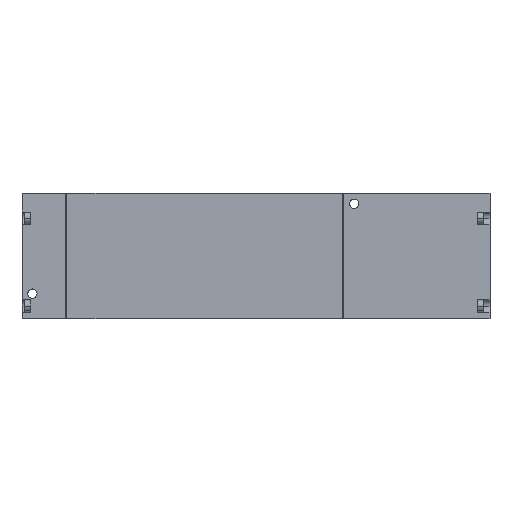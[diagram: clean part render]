
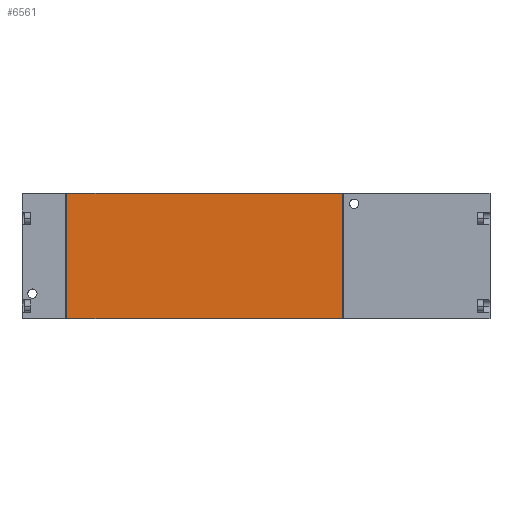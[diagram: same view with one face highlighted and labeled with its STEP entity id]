
A CAD part, top view. The second image highlights one B-rep face of the part: STEP entity #6561.
In plain terms, the highlighted planar face has unit normal (0, 0, 1).
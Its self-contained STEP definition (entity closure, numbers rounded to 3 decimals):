
#103 = EDGE_LOOP ( 'NONE', ( #4553, #5434, #6894, #201 ) ) ;
#201 = ORIENTED_EDGE ( 'NONE', *, *, #5861, .T. ) ;
#418 = CARTESIAN_POINT ( 'NONE',  ( -112., -30., 20. ) ) ;
#585 = LINE ( 'NONE', #7234, #7313 ) ;
#666 = VECTOR ( 'NONE', #7054, 1000. ) ;
#726 = CARTESIAN_POINT ( 'NONE',  ( -90.5, -30., 20. ) ) ;
#762 = FACE_OUTER_BOUND ( 'NONE', #103, .T. ) ;
#1130 = CARTESIAN_POINT ( 'NONE',  ( -90.5, 30., 20. ) ) ;
#1567 = DIRECTION ( 'NONE',  ( -1., 0., 0. ) ) ;
#1711 = EDGE_CURVE ( 'NONE', #3375, #5338, #585, .T. ) ;
#1715 = VECTOR ( 'NONE', #3819, 1000. ) ;
#1754 = EDGE_CURVE ( 'NONE', #2140, #3375, #2683, .T. ) ;
#1799 = EDGE_CURVE ( 'NONE', #5338, #6857, #3083, .T. ) ;
#2140 = VERTEX_POINT ( 'NONE', #726 ) ;
#2198 = VECTOR ( 'NONE', #1567, 1000. ) ;
#2321 = CARTESIAN_POINT ( 'NONE',  ( -112., 30., 20. ) ) ;
#2521 = DIRECTION ( 'NONE',  ( -1., 0., 0. ) ) ;
#2683 = LINE ( 'NONE', #418, #666 ) ;
#3083 = LINE ( 'NONE', #2321, #2198 ) ;
#3288 = DIRECTION ( 'NONE',  ( 0., 0., -1. ) ) ;
#3375 = VERTEX_POINT ( 'NONE', #7194 ) ;
#3634 = AXIS2_PLACEMENT_3D ( 'NONE', #4029, #3288, #2521 ) ;
#3819 = DIRECTION ( 'NONE',  ( 0., -1., 0. ) ) ;
#4029 = CARTESIAN_POINT ( 'NONE',  ( -112., 30., 20. ) ) ;
#4131 = CARTESIAN_POINT ( 'NONE',  ( 41.5, 30., 20. ) ) ;
#4553 = ORIENTED_EDGE ( 'NONE', *, *, #1754, .T. ) ;
#4566 = CARTESIAN_POINT ( 'NONE',  ( -90.5, 30., 20. ) ) ;
#4792 = PLANE ( 'NONE',  #3634 ) ;
#5338 = VERTEX_POINT ( 'NONE', #4131 ) ;
#5434 = ORIENTED_EDGE ( 'NONE', *, *, #1711, .T. ) ;
#5861 = EDGE_CURVE ( 'NONE', #6857, #2140, #6852, .T. ) ;
#6470 = DIRECTION ( 'NONE',  ( 0., 1., 0. ) ) ;
#6561 = ADVANCED_FACE ( 'NONE', ( #762 ), #4792, .F. ) ;
#6852 = LINE ( 'NONE', #4566, #1715 ) ;
#6857 = VERTEX_POINT ( 'NONE', #1130 ) ;
#6894 = ORIENTED_EDGE ( 'NONE', *, *, #1799, .T. ) ;
#7054 = DIRECTION ( 'NONE',  ( 1., 0., 0. ) ) ;
#7194 = CARTESIAN_POINT ( 'NONE',  ( 41.5, -30., 20. ) ) ;
#7234 = CARTESIAN_POINT ( 'NONE',  ( 41.5, 30., 20. ) ) ;
#7313 = VECTOR ( 'NONE', #6470, 1000. ) ;
